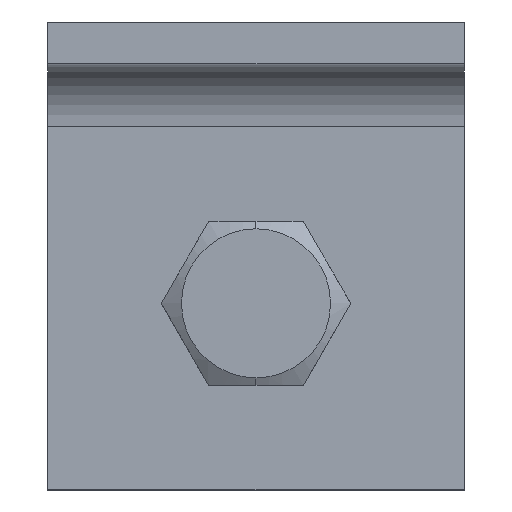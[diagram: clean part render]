
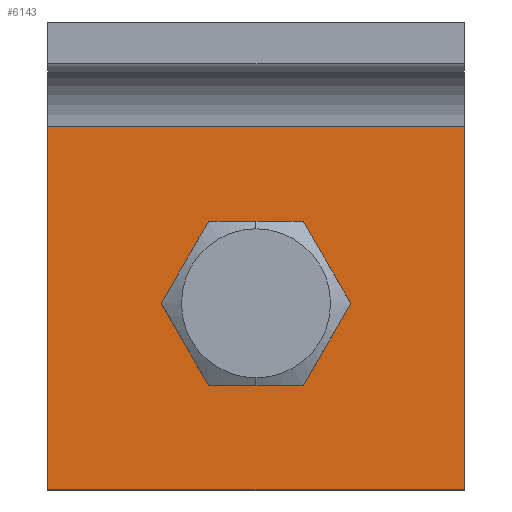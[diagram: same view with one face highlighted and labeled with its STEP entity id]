
A CAD part, left-side view. The second image highlights one B-rep face of the part: STEP entity #6143.
In plain terms, the highlighted planar face has unit normal (-1, 0, 0).
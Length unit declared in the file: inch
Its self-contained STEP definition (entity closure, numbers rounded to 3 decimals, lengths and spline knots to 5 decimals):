
#6 = LINE ( 'NONE', #627, #8097 ) ;
#18 = DIRECTION ( 'NONE',  ( 0., -1., 0. ) ) ;
#53 = LINE ( 'NONE', #1408, #2928 ) ;
#100 = DIRECTION ( 'NONE',  ( 0., 1., 0. ) ) ;
#397 = AXIS2_PLACEMENT_3D ( 'NONE', #6097, #4523, #7523 ) ;
#627 = CARTESIAN_POINT ( 'NONE',  ( 1.48126, 1.27926, 0. ) ) ;
#696 = AXIS2_PLACEMENT_3D ( 'NONE', #4627, #6238, #4577 ) ;
#855 = CIRCLE ( 'NONE', #397, 0.164 ) ;
#1058 = ORIENTED_EDGE ( 'NONE', *, *, #9287, .T. ) ;
#1063 = FACE_BOUND ( 'NONE', #7950, .T. ) ;
#1172 = ORIENTED_EDGE ( 'NONE', *, *, #1524, .F. ) ;
#1401 = EDGE_CURVE ( 'NONE', #6257, #7458, #1641, .T. ) ;
#1408 = CARTESIAN_POINT ( 'NONE',  ( 1.48126, -1.49874, 0. ) ) ;
#1435 = EDGE_CURVE ( 'NONE', #6614, #4916, #5394, .T. ) ;
#1524 = EDGE_CURVE ( 'NONE', #4916, #6614, #855, .T. ) ;
#1640 = PLANE ( 'NONE',  #9570 ) ;
#1641 = LINE ( 'NONE', #3212, #9313 ) ;
#1933 = CARTESIAN_POINT ( 'NONE',  ( 1.48126, 0.188, 0. ) ) ;
#1939 = ORIENTED_EDGE ( 'NONE', *, *, #1435, .F. ) ;
#2430 = DIRECTION ( 'NONE',  ( 0., 0., -1. ) ) ;
#2928 = VECTOR ( 'NONE', #100, 39.37008 ) ;
#3166 = DIRECTION ( 'NONE',  ( 0., 0., -1. ) ) ;
#3180 = VECTOR ( 'NONE', #18, 39.37008 ) ;
#3212 = CARTESIAN_POINT ( 'NONE',  ( 1.48126, 0.188, 0. ) ) ;
#3389 = CARTESIAN_POINT ( 'NONE',  ( 1.48126, 0.188, -1.25 ) ) ;
#3622 = EDGE_CURVE ( 'NONE', #5129, #7458, #6816, .T. ) ;
#3848 = DIRECTION ( 'NONE',  ( 1., 0., 0. ) ) ;
#4295 = ORIENTED_EDGE ( 'NONE', *, *, #7663, .T. ) ;
#4523 = DIRECTION ( 'NONE',  ( -1., 0., 0. ) ) ;
#4577 = DIRECTION ( 'NONE',  ( 0., 0., 1. ) ) ;
#4625 = CARTESIAN_POINT ( 'NONE',  ( 1.48126, -1.49874, 0. ) ) ;
#4627 = CARTESIAN_POINT ( 'NONE',  ( 1.48126, 0.71926, -0.625 ) ) ;
#4916 = VERTEX_POINT ( 'NONE', #5411 ) ;
#5129 = VERTEX_POINT ( 'NONE', #6571 ) ;
#5355 = ORIENTED_EDGE ( 'NONE', *, *, #1401, .F. ) ;
#5394 = CIRCLE ( 'NONE', #696, 0.164 ) ;
#5411 = CARTESIAN_POINT ( 'NONE',  ( 1.48126, 0.71926, -0.461 ) ) ;
#5513 = FACE_OUTER_BOUND ( 'NONE', #6922, .T. ) ;
#6062 = CARTESIAN_POINT ( 'NONE',  ( 1.48126, 0.71926, -0.789 ) ) ;
#6097 = CARTESIAN_POINT ( 'NONE',  ( 1.48126, 0.71926, -0.625 ) ) ;
#6143 = ADVANCED_FACE ( 'NONE', ( #5513, #1063 ), #1640, .F. ) ;
#6238 = DIRECTION ( 'NONE',  ( -1., 0., 0. ) ) ;
#6257 = VERTEX_POINT ( 'NONE', #1933 ) ;
#6571 = CARTESIAN_POINT ( 'NONE',  ( 1.48126, 1.27926, -1.25 ) ) ;
#6614 = VERTEX_POINT ( 'NONE', #6062 ) ;
#6816 = LINE ( 'NONE', #9029, #3180 ) ;
#6922 = EDGE_LOOP ( 'NONE', ( #5355, #1058, #4295, #8511 ) ) ;
#7388 = CARTESIAN_POINT ( 'NONE',  ( 1.48126, 1.27926, 0. ) ) ;
#7458 = VERTEX_POINT ( 'NONE', #3389 ) ;
#7523 = DIRECTION ( 'NONE',  ( 0., 0., 1. ) ) ;
#7663 = EDGE_CURVE ( 'NONE', #9295, #5129, #6, .T. ) ;
#7950 = EDGE_LOOP ( 'NONE', ( #1172, #1939 ) ) ;
#8097 = VECTOR ( 'NONE', #9652, 39.37008 ) ;
#8511 = ORIENTED_EDGE ( 'NONE', *, *, #3622, .T. ) ;
#9029 = CARTESIAN_POINT ( 'NONE',  ( 1.48126, -1.49874, -1.25 ) ) ;
#9287 = EDGE_CURVE ( 'NONE', #6257, #9295, #53, .T. ) ;
#9295 = VERTEX_POINT ( 'NONE', #7388 ) ;
#9313 = VECTOR ( 'NONE', #3166, 39.37008 ) ;
#9570 = AXIS2_PLACEMENT_3D ( 'NONE', #4625, #3848, #2430 ) ;
#9652 = DIRECTION ( 'NONE',  ( 0., 0., -1. ) ) ;
